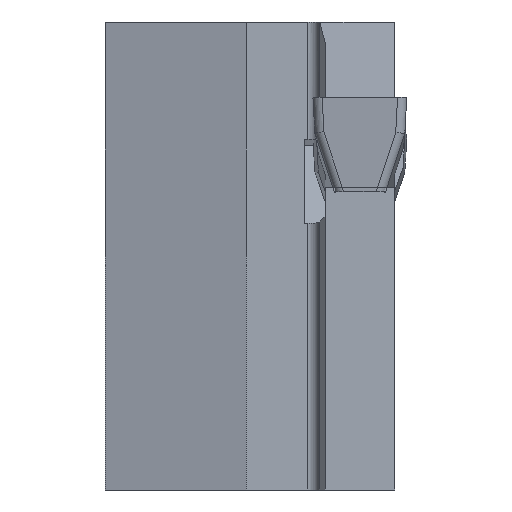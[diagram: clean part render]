
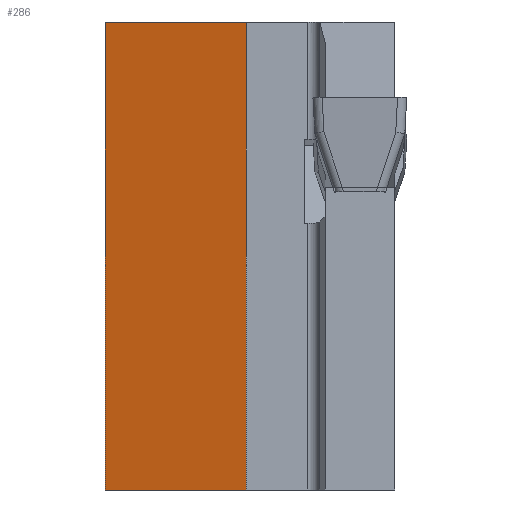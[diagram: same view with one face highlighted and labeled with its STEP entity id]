
A CAD part, left-side view. The second image highlights one B-rep face of the part: STEP entity #286.
In plain terms, the highlighted planar face has unit normal (-0.966, 0.259, 0).
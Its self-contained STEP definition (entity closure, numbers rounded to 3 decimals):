
#286=ADVANCED_FACE('',(#379),#338,.F.);
#338=PLANE('',#1256);
#379=FACE_OUTER_BOUND('',#431,.T.);
#431=EDGE_LOOP('',(#545,#546,#547,#548));
#545=ORIENTED_EDGE('',*,*,#905,.F.);
#546=ORIENTED_EDGE('',*,*,#886,.F.);
#547=ORIENTED_EDGE('',*,*,#906,.T.);
#548=ORIENTED_EDGE('',*,*,#895,.F.);
#787=VERTEX_POINT('',#1650);
#788=VERTEX_POINT('',#1652);
#790=VERTEX_POINT('',#1658);
#795=VERTEX_POINT('',#1668);
#886=EDGE_CURVE('',#787,#788,#1027,.T.);
#895=EDGE_CURVE('',#795,#790,#1035,.T.);
#905=EDGE_CURVE('',#788,#795,#1045,.T.);
#906=EDGE_CURVE('',#787,#790,#1046,.T.);
#1027=LINE('',#1651,#1145);
#1035=LINE('',#1669,#1153);
#1045=LINE('',#1689,#1163);
#1046=LINE('',#1691,#1164);
#1145=VECTOR('',#1358,1.);
#1153=VECTOR('',#1370,1.);
#1163=VECTOR('',#1392,1.);
#1164=VECTOR('',#1395,1.);
#1256=AXIS2_PLACEMENT_3D('',#1692,#1396,#1397);
#1358=DIRECTION('',(0.259,0.966,0.));
#1370=DIRECTION('',(-0.259,-0.966,0.));
#1392=DIRECTION('',(0.,0.,1.));
#1395=DIRECTION('',(0.,0.,1.));
#1396=DIRECTION('',(0.966,-0.259,0.));
#1397=DIRECTION('',(0.259,0.966,0.));
#1650=CARTESIAN_POINT('',(26.,-12.2,-32.75));
#1651=CARTESIAN_POINT('',(29.269,0.,-32.75));
#1652=CARTESIAN_POINT('',(29.269,0.,-32.75));
#1658=CARTESIAN_POINT('',(26.,-12.2,7.7));
#1668=CARTESIAN_POINT('',(29.269,0.,7.7));
#1669=CARTESIAN_POINT('',(29.269,0.,7.7));
#1689=CARTESIAN_POINT('',(29.269,0.,20.));
#1691=CARTESIAN_POINT('',(26.,-12.2,20.));
#1692=CARTESIAN_POINT('',(29.269,0.,20.));
